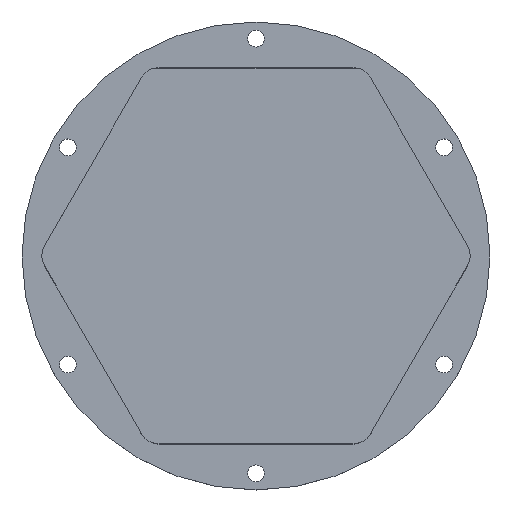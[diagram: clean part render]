
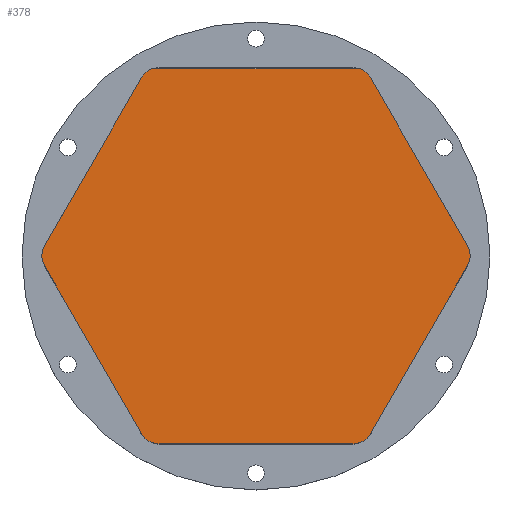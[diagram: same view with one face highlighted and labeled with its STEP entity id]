
A CAD part, top view. The second image highlights one B-rep face of the part: STEP entity #378.
In plain terms, the highlighted planar face has unit normal (0, 0, 1).
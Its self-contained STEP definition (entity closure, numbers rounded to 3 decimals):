
#71 = VERTEX_POINT('',#72);
#72 = CARTESIAN_POINT('',(-43.495,67.641,57.15));
#78 = EDGE_CURVE('',#79,#71,#81,.T.);
#79 = VERTEX_POINT('',#80);
#80 = CARTESIAN_POINT('',(-39.528,71.,57.15));
#81 = CIRCLE('',#82,7.696);
#82 = AXIS2_PLACEMENT_3D('',#83,#84,#85);
#83 = CARTESIAN_POINT('',(-36.83,63.792,
    57.15));
#84 = DIRECTION('',(0.,0.,1.));
#85 = DIRECTION('',(0.866,-0.5,0.));
#306 = EDGE_CURVE('',#307,#309,#311,.T.);
#307 = VERTEX_POINT('',#308);
#308 = CARTESIAN_POINT('',(43.495,67.641,57.15));
#309 = VERTEX_POINT('',#310);
#310 = CARTESIAN_POINT('',(39.528,71.,57.15));
#311 = CIRCLE('',#312,7.696);
#312 = AXIS2_PLACEMENT_3D('',#313,#314,#315);
#313 = CARTESIAN_POINT('',(36.83,63.792,
    57.15));
#314 = DIRECTION('',(0.,0.,1.));
#315 = DIRECTION('',(0.,-1.,0.));
#367 = EDGE_CURVE('',#79,#309,#368,.T.);
#368 = LINE('',#369,#370);
#369 = CARTESIAN_POINT('',(-175.,71.,57.15));
#370 = VECTOR('',#371,1.);
#371 = DIRECTION('',(1.,0.,0.));
#378 = ADVANCED_FACE('',(#379),#476,.T.);
#379 = FACE_BOUND('',#380,.T.);
#380 = EDGE_LOOP('',(#381,#382,#383,#392,#400,#409,#417,#426,#434,#443,
    #451,#460,#468,#475));
#381 = ORIENTED_EDGE('',*,*,#367,.F.);
#382 = ORIENTED_EDGE('',*,*,#78,.T.);
#383 = ORIENTED_EDGE('',*,*,#384,.T.);
#384 = EDGE_CURVE('',#71,#385,#387,.T.);
#385 = VERTEX_POINT('',#386);
#386 = CARTESIAN_POINT('',(-43.495,67.64,
    57.15));
#387 = CIRCLE('',#388,7.696);
#388 = AXIS2_PLACEMENT_3D('',#389,#390,#391);
#389 = CARTESIAN_POINT('',(-36.83,63.792,
    57.15));
#390 = DIRECTION('',(0.,0.,1.));
#391 = DIRECTION('',(0.866,-0.5,0.));
#392 = ORIENTED_EDGE('',*,*,#393,.T.);
#393 = EDGE_CURVE('',#385,#394,#396,.T.);
#394 = VERTEX_POINT('',#395);
#395 = CARTESIAN_POINT('',(-80.326,3.848,57.15
    ));
#396 = LINE('',#397,#398);
#397 = CARTESIAN_POINT('',(-43.495,67.64,
    57.15));
#398 = VECTOR('',#399,1.);
#399 = DIRECTION('',(-0.5,-0.866,0.));
#400 = ORIENTED_EDGE('',*,*,#401,.T.);
#401 = EDGE_CURVE('',#394,#402,#404,.T.);
#402 = VERTEX_POINT('',#403);
#403 = CARTESIAN_POINT('',(-80.326,-3.848,
    57.15));
#404 = CIRCLE('',#405,7.696);
#405 = AXIS2_PLACEMENT_3D('',#406,#407,#408);
#406 = CARTESIAN_POINT('',(-73.661,0.,
    57.15));
#407 = DIRECTION('',(0.,0.,1.));
#408 = DIRECTION('',(0.866,0.5,0.));
#409 = ORIENTED_EDGE('',*,*,#410,.T.);
#410 = EDGE_CURVE('',#402,#411,#413,.T.);
#411 = VERTEX_POINT('',#412);
#412 = CARTESIAN_POINT('',(-43.495,-67.64,
    57.15));
#413 = LINE('',#414,#415);
#414 = CARTESIAN_POINT('',(-80.326,-3.848,
    57.15));
#415 = VECTOR('',#416,1.);
#416 = DIRECTION('',(0.5,-0.866,0.));
#417 = ORIENTED_EDGE('',*,*,#418,.T.);
#418 = EDGE_CURVE('',#411,#419,#421,.T.);
#419 = VERTEX_POINT('',#420);
#420 = CARTESIAN_POINT('',(-36.83,-71.488,
    57.15));
#421 = CIRCLE('',#422,7.696);
#422 = AXIS2_PLACEMENT_3D('',#423,#424,#425);
#423 = CARTESIAN_POINT('',(-36.83,-63.792,
    57.15));
#424 = DIRECTION('',(0.,0.,1.));
#425 = DIRECTION('',(0.,1.,0.));
#426 = ORIENTED_EDGE('',*,*,#427,.T.);
#427 = EDGE_CURVE('',#419,#428,#430,.T.);
#428 = VERTEX_POINT('',#429);
#429 = CARTESIAN_POINT('',(36.83,-71.488,
    57.15));
#430 = LINE('',#431,#432);
#431 = CARTESIAN_POINT('',(-36.83,-71.488,
    57.15));
#432 = VECTOR('',#433,1.);
#433 = DIRECTION('',(1.,0.,0.));
#434 = ORIENTED_EDGE('',*,*,#435,.T.);
#435 = EDGE_CURVE('',#428,#436,#438,.T.);
#436 = VERTEX_POINT('',#437);
#437 = CARTESIAN_POINT('',(43.495,-67.64,
    57.15));
#438 = CIRCLE('',#439,7.696);
#439 = AXIS2_PLACEMENT_3D('',#440,#441,#442);
#440 = CARTESIAN_POINT('',(36.83,-63.792,57.15
    ));
#441 = DIRECTION('',(0.,0.,1.));
#442 = DIRECTION('',(-0.866,0.5,0.));
#443 = ORIENTED_EDGE('',*,*,#444,.T.);
#444 = EDGE_CURVE('',#436,#445,#447,.T.);
#445 = VERTEX_POINT('',#446);
#446 = CARTESIAN_POINT('',(80.326,-3.848,
    57.15));
#447 = LINE('',#448,#449);
#448 = CARTESIAN_POINT('',(43.495,-67.64,
    57.15));
#449 = VECTOR('',#450,1.);
#450 = DIRECTION('',(0.5,0.866,0.));
#451 = ORIENTED_EDGE('',*,*,#452,.T.);
#452 = EDGE_CURVE('',#445,#453,#455,.T.);
#453 = VERTEX_POINT('',#454);
#454 = CARTESIAN_POINT('',(80.326,3.848,57.15
    ));
#455 = CIRCLE('',#456,7.696);
#456 = AXIS2_PLACEMENT_3D('',#457,#458,#459);
#457 = CARTESIAN_POINT('',(73.661,0.,
    57.15));
#458 = DIRECTION('',(0.,0.,1.));
#459 = DIRECTION('',(-0.866,-0.5,0.));
#460 = ORIENTED_EDGE('',*,*,#461,.T.);
#461 = EDGE_CURVE('',#453,#462,#464,.T.);
#462 = VERTEX_POINT('',#463);
#463 = CARTESIAN_POINT('',(43.495,67.64,
    57.15));
#464 = LINE('',#465,#466);
#465 = CARTESIAN_POINT('',(80.326,3.848,57.15
    ));
#466 = VECTOR('',#467,1.);
#467 = DIRECTION('',(-0.5,0.866,0.));
#468 = ORIENTED_EDGE('',*,*,#469,.T.);
#469 = EDGE_CURVE('',#462,#307,#470,.T.);
#470 = CIRCLE('',#471,7.696);
#471 = AXIS2_PLACEMENT_3D('',#472,#473,#474);
#472 = CARTESIAN_POINT('',(36.83,63.792,
    57.15));
#473 = DIRECTION('',(0.,0.,1.));
#474 = DIRECTION('',(0.,-1.,0.));
#475 = ORIENTED_EDGE('',*,*,#306,.T.);
#476 = PLANE('',#477);
#477 = AXIS2_PLACEMENT_3D('',#478,#479,#480);
#478 = CARTESIAN_POINT('',(-100.,-100.,57.15));
#479 = DIRECTION('',(0.,0.,1.));
#480 = DIRECTION('',(1.,0.,0.));
